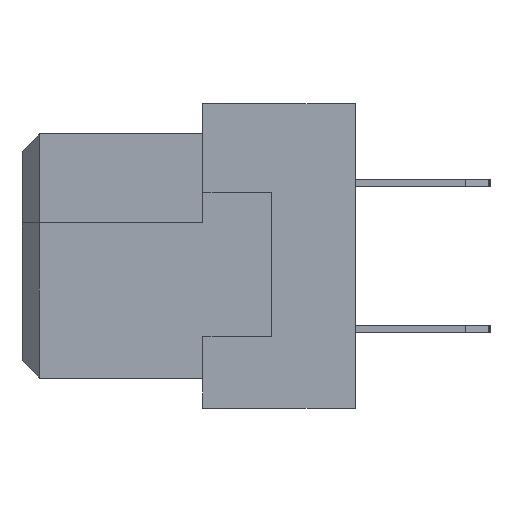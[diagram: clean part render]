
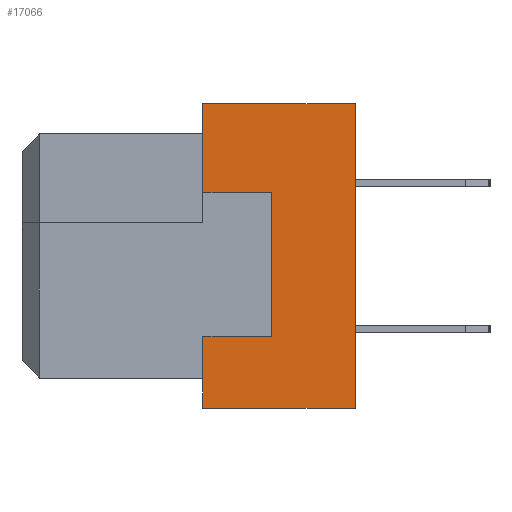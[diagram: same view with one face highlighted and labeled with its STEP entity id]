
A CAD part, left-side view. The second image highlights one B-rep face of the part: STEP entity #17066.
In plain terms, the highlighted planar face has unit normal (-1, 0, 0).
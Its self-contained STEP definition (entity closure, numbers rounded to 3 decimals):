
#440 = LINE ( 'NONE', #11220, #5531 ) ;
#571 = CARTESIAN_POINT ( 'NONE',  ( -27.18, 0., 5.3 ) ) ;
#830 = LINE ( 'NONE', #5328, #5032 ) ;
#1044 = DIRECTION ( 'NONE',  ( 0., -1., 0. ) ) ;
#1061 = FACE_OUTER_BOUND ( 'NONE', #16458, .T. ) ;
#1393 = AXIS2_PLACEMENT_3D ( 'NONE', #17726, #2150, #14942 ) ;
#1423 = VECTOR ( 'NONE', #9338, 1000. ) ;
#1455 = VECTOR ( 'NONE', #5065, 1000. ) ;
#2005 = VERTEX_POINT ( 'NONE', #5000 ) ;
#2088 = ORIENTED_EDGE ( 'NONE', *, *, #4455, .F. ) ;
#2150 = DIRECTION ( 'NONE',  ( 1., 0., 0. ) ) ;
#2453 = ORIENTED_EDGE ( 'NONE', *, *, #16287, .T. ) ;
#3010 = CARTESIAN_POINT ( 'NONE',  ( -27.18, 5.3, -5.3 ) ) ;
#3056 = ORIENTED_EDGE ( 'NONE', *, *, #14967, .T. ) ;
#3246 = DIRECTION ( 'NONE',  ( 0., 0., 1. ) ) ;
#3623 = VECTOR ( 'NONE', #9590, 1000. ) ;
#3660 = CARTESIAN_POINT ( 'NONE',  ( -27.18, 5.3, -5.3 ) ) ;
#3976 = VECTOR ( 'NONE', #14301, 1000. ) ;
#4135 = ORIENTED_EDGE ( 'NONE', *, *, #11529, .T. ) ;
#4276 = ORIENTED_EDGE ( 'NONE', *, *, #16276, .F. ) ;
#4454 = VERTEX_POINT ( 'NONE', #17318 ) ;
#4455 = EDGE_CURVE ( 'NONE', #2005, #9177, #13250, .T. ) ;
#4708 = LINE ( 'NONE', #10942, #3623 ) ;
#4817 = CARTESIAN_POINT ( 'NONE',  ( -27.18, 0., -5.3 ) ) ;
#5000 = CARTESIAN_POINT ( 'NONE',  ( -27.18, 2.9, -2.8 ) ) ;
#5032 = VECTOR ( 'NONE', #1044, 1000. ) ;
#5065 = DIRECTION ( 'NONE',  ( 0., 0., 1. ) ) ;
#5328 = CARTESIAN_POINT ( 'NONE',  ( -27.18, 60.684, 5.3 ) ) ;
#5531 = VECTOR ( 'NONE', #7172, 1000. ) ;
#7047 = VERTEX_POINT ( 'NONE', #4817 ) ;
#7172 = DIRECTION ( 'NONE',  ( 0., -1., 0. ) ) ;
#7354 = CARTESIAN_POINT ( 'NONE',  ( -27.18, 2.9, -5.3 ) ) ;
#7427 = VECTOR ( 'NONE', #3246, 1000. ) ;
#7907 = VERTEX_POINT ( 'NONE', #10530 ) ;
#8014 = VECTOR ( 'NONE', #8077, 1000. ) ;
#8077 = DIRECTION ( 'NONE',  ( 0., -1., 0. ) ) ;
#8811 = CARTESIAN_POINT ( 'NONE',  ( -27.18, 5.3, 5.3 ) ) ;
#9059 = ORIENTED_EDGE ( 'NONE', *, *, #11027, .T. ) ;
#9177 = VERTEX_POINT ( 'NONE', #14760 ) ;
#9338 = DIRECTION ( 'NONE',  ( 0., 1., 0. ) ) ;
#9527 = CARTESIAN_POINT ( 'NONE',  ( -27.18, 5.3, -5.3 ) ) ;
#9590 = DIRECTION ( 'NONE',  ( 0., 0., 1. ) ) ;
#10249 = LINE ( 'NONE', #18062, #8014 ) ;
#10275 = EDGE_CURVE ( 'NONE', #7907, #15848, #10960, .T. ) ;
#10530 = CARTESIAN_POINT ( 'NONE',  ( -27.18, 5.3, 2.2 ) ) ;
#10886 = ORIENTED_EDGE ( 'NONE', *, *, #10275, .F. ) ;
#10942 = CARTESIAN_POINT ( 'NONE',  ( -27.18, 0., -5.3 ) ) ;
#10960 = LINE ( 'NONE', #3660, #1455 ) ;
#11027 = EDGE_CURVE ( 'NONE', #2005, #4454, #13860, .T. ) ;
#11220 = CARTESIAN_POINT ( 'NONE',  ( -27.18, 60.684, 2.2 ) ) ;
#11529 = EDGE_CURVE ( 'NONE', #14975, #7047, #10249, .T. ) ;
#13250 = LINE ( 'NONE', #7354, #7427 ) ;
#13450 = PLANE ( 'NONE',  #1393 ) ;
#13860 = LINE ( 'NONE', #15151, #1423 ) ;
#14301 = DIRECTION ( 'NONE',  ( 0., 0., 1. ) ) ;
#14429 = LINE ( 'NONE', #3010, #3976 ) ;
#14760 = CARTESIAN_POINT ( 'NONE',  ( -27.18, 2.9, 2.2 ) ) ;
#14942 = DIRECTION ( 'NONE',  ( 0., 0., -1. ) ) ;
#14967 = EDGE_CURVE ( 'NONE', #7047, #15368, #4708, .T. ) ;
#14975 = VERTEX_POINT ( 'NONE', #9527 ) ;
#15050 = ORIENTED_EDGE ( 'NONE', *, *, #17791, .F. ) ;
#15151 = CARTESIAN_POINT ( 'NONE',  ( -27.18, 60.684, -2.8 ) ) ;
#15368 = VERTEX_POINT ( 'NONE', #571 ) ;
#15848 = VERTEX_POINT ( 'NONE', #8811 ) ;
#16276 = EDGE_CURVE ( 'NONE', #14975, #4454, #14429, .T. ) ;
#16287 = EDGE_CURVE ( 'NONE', #7907, #9177, #440, .T. ) ;
#16458 = EDGE_LOOP ( 'NONE', ( #10886, #2453, #2088, #9059, #4276, #4135, #3056, #15050 ) ) ;
#17066 = ADVANCED_FACE ( 'NONE', ( #1061 ), #13450, .F. ) ;
#17318 = CARTESIAN_POINT ( 'NONE',  ( -27.18, 5.3, -2.8 ) ) ;
#17726 = CARTESIAN_POINT ( 'NONE',  ( -27.18, 60.684, -5.3 ) ) ;
#17791 = EDGE_CURVE ( 'NONE', #15848, #15368, #830, .T. ) ;
#18062 = CARTESIAN_POINT ( 'NONE',  ( -27.18, 60.684, -5.3 ) ) ;
